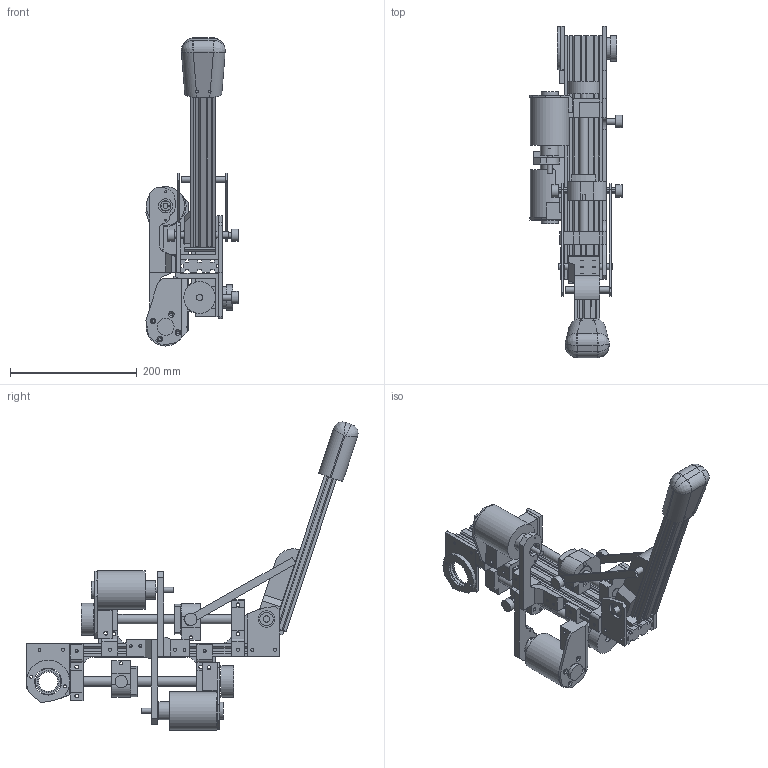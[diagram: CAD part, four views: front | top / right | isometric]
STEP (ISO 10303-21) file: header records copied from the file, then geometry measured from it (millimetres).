
FILE_DESCRIPTION(/* description */ (''),/* implementation_level */ '2;1');
FILE_NAME(/* name */ '0a42e75a-d001-47f5-88c9-fa473bb13430.stp',/* time_stamp */ '2018-08-15T08:41:15+00:00',/* author */ (''),/* organization */ (''),/* preprocessor_version */ 'ST-DEVELOPER v17',/* originating_system */ 'Autodesk Translation Framework v7.1.0.215',/* authorisation */ '');
FILE_SCHEMA (('AUTOMOTIVE_DESIGN { 1 0 10303 214 3 1 1 }'));
Length unit declared in the file: millimetre
Products named in the file (6): Leg P6; 4020; LINKAGE; ballNut; 6020 assy; slideblock  (1)
Assembly tree (5 placements, depth 2):
  Leg P6
    4020
    LINKAGE
    ballNut
    6020 assy
    slideblock  (1)
Bounding box: 145.64 x 524.6 x 486.97 mm (x, y, z)
Volume: 2427000.6 mm3; surface area: 595409.5 mm2
Topology: 47 solids, 47 shells, 720 faces, 1838 edges, 1226 vertices
Faces by surface type: plane 439, cylinder 243, bspline 28, cone 10
Full cylindrical faces by diameter (mm): 2.8 x4, 3.1 x8, 4.5 x46, 5 x6, 5.5 x8, 6 x32, 6.2 x8, 8 x4, 9.5 x6, 10 x8, 10.5 x2, 15 x8, 16.25 x2, 17 x2, 19.5 x4, 21 x2, 22.25 x2, 26.2 x2, 27 x4, 28 x2, 29 x4, 30.7 x1, 34.76 x1, 40.5 x1, 42.6 x3, 47.2 x3, 50 x2, 61 x2
Entity records: 23468 total; most frequent: CARTESIAN_POINT 4916, DIRECTION 3747, ORIENTED_EDGE 3668, EDGE_CURVE 1834, AXIS2_PLACEMENT_3D 1279, VERTEX_POINT 1226, LINE 1189, VECTOR 1189
